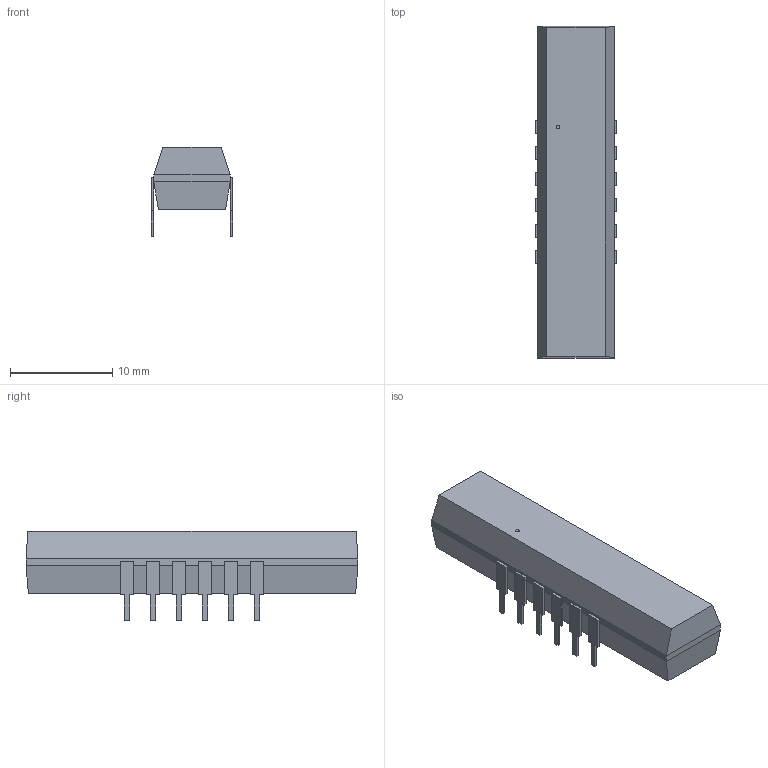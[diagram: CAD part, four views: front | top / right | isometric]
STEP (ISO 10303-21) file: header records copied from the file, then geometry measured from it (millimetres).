
FILE_DESCRIPTION(('STEP AP214'),'1');
FILE_NAME('LDQ-M284RI_LUM','2021-12-16T09:38:29',(''),(''),'','','');
FILE_SCHEMA(('AUTOMOTIVE_DESIGN'));
Length unit declared in the file: millimetre
Products named in the file (1): product
Bounding box: 7.99 x 32.46 x 8.71 mm (x, y, z)
Volume: 1360.3 mm3; surface area: 1057.2 mm2
Topology: 14 solids, 14 shells, 161 faces, 391 edges, 258 vertices
Faces by surface type: plane 160, cylinder 1
Full cylindrical faces by diameter (mm): 0.374 x1
Entity records: 4400 total; most frequent: ORIENTED_EDGE 780, DIRECTION 718, CARTESIAN_POINT 423, EDGE_CURVE 390, LINE 388, VECTOR 388, VERTEX_POINT 258, AXIS2_PLACEMENT_3D 165
